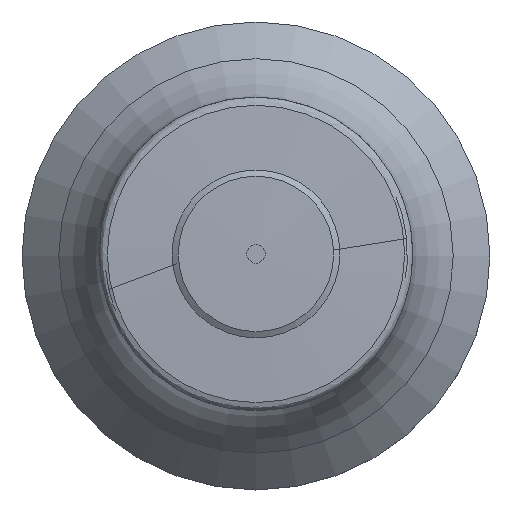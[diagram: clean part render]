
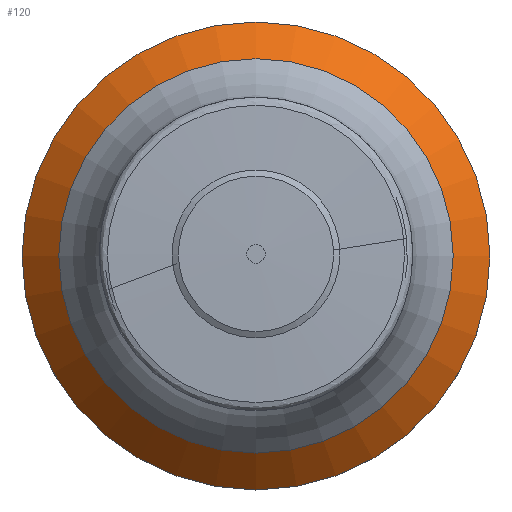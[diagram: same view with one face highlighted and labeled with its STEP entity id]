
A CAD part, top view. The second image highlights one B-rep face of the part: STEP entity #120.
In plain terms, the highlighted conical face has half-angle 45 degrees and reference radius 13.6 mm.
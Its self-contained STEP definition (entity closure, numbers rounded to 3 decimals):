
#65=CONICAL_SURFACE('',#414,13.6,45.);
#120=ADVANCED_FACE('',(#159,#160),#65,.T.);
#159=FACE_BOUND('',#201,.T.);
#160=FACE_BOUND('',#202,.T.);
#201=EDGE_LOOP('',(#262));
#202=EDGE_LOOP('',(#263));
#262=ORIENTED_EDGE('',*,*,#357,.T.);
#263=ORIENTED_EDGE('',*,*,#358,.T.);
#321=VERTEX_POINT('',#606);
#322=VERTEX_POINT('',#608);
#357=EDGE_CURVE('',#321,#321,#379,.T.);
#358=EDGE_CURVE('',#322,#322,#380,.T.);
#379=CIRCLE('',#412,17.701);
#380=CIRCLE('',#413,21.);
#412=AXIS2_PLACEMENT_3D('',#605,#489,#490);
#413=AXIS2_PLACEMENT_3D('',#607,#491,#492);
#414=AXIS2_PLACEMENT_3D('',#609,#493,#494);
#489=DIRECTION('',(0.,0.,-1.));
#490=DIRECTION('',(0.,1.,0.));
#491=DIRECTION('',(0.,0.,1.));
#492=DIRECTION('',(0.,-1.,0.));
#493=DIRECTION('',(0.,0.,-1.));
#494=DIRECTION('',(0.,1.,0.));
#605=CARTESIAN_POINT('',(0.,0.,8.299));
#606=CARTESIAN_POINT('',(0.,17.701,8.299));
#607=CARTESIAN_POINT('',(0.,0.,5.));
#608=CARTESIAN_POINT('',(0.,-21.,5.));
#609=CARTESIAN_POINT('',(0.,0.,12.4));
